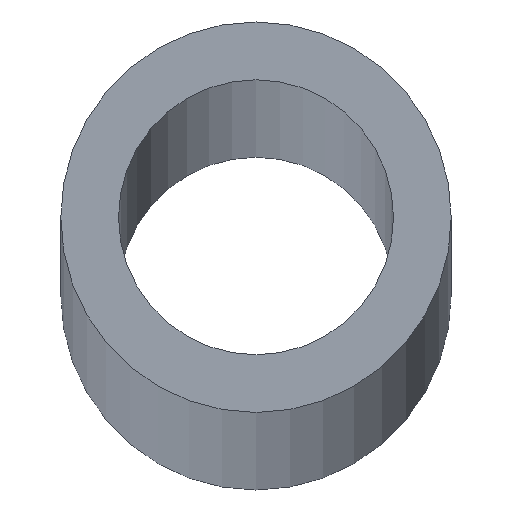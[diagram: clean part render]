
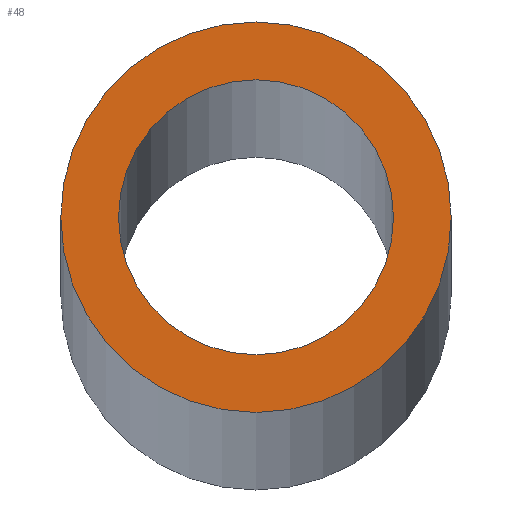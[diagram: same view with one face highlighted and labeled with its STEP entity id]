
A CAD part, top view. The second image highlights one B-rep face of the part: STEP entity #48.
In plain terms, the highlighted planar face has unit normal (0, 0, 1).
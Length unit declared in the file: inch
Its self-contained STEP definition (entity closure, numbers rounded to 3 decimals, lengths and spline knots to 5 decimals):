
#1 = ORIENTED_EDGE ( 'NONE', *, *, #97, .F. ) ;
#5 = DIRECTION ( 'NONE',  ( 1., 0., 0. ) ) ;
#8 = EDGE_LOOP ( 'NONE', ( #205, #203 ) ) ;
#17 = CIRCLE ( 'NONE', #35, 0.95 ) ;
#27 = PLANE ( 'NONE',  #76 ) ;
#31 = CARTESIAN_POINT ( 'NONE',  ( 0.669, 0., 216. ) ) ;
#35 = AXIS2_PLACEMENT_3D ( 'NONE', #241, #154, #57 ) ;
#42 = CIRCLE ( 'NONE', #186, 0.95 ) ;
#46 = VERTEX_POINT ( 'NONE', #240 ) ;
#48 = ADVANCED_FACE ( 'NONE', ( #133, #204 ), #27, .T. ) ;
#50 = DIRECTION ( 'NONE',  ( 0., 0., 1. ) ) ;
#54 = EDGE_CURVE ( 'NONE', #129, #182, #17, .T. ) ;
#57 = DIRECTION ( 'NONE',  ( 1., 0., 0. ) ) ;
#65 = CIRCLE ( 'NONE', #88, 0.669 ) ;
#69 = DIRECTION ( 'NONE',  ( 1., 0., 0. ) ) ;
#75 = DIRECTION ( 'NONE',  ( 1., 0., 0. ) ) ;
#76 = AXIS2_PLACEMENT_3D ( 'NONE', #114, #183, #5 ) ;
#80 = DIRECTION ( 'NONE',  ( 1., 0., 0. ) ) ;
#88 = AXIS2_PLACEMENT_3D ( 'NONE', #146, #221, #80 ) ;
#93 = EDGE_CURVE ( 'NONE', #182, #129, #42, .T. ) ;
#94 = EDGE_LOOP ( 'NONE', ( #145, #1 ) ) ;
#97 = EDGE_CURVE ( 'NONE', #224, #46, #65, .T. ) ;
#114 = CARTESIAN_POINT ( 'NONE',  ( 0., 0., 216. ) ) ;
#121 = CARTESIAN_POINT ( 'NONE',  ( -0.95, 0., 216. ) ) ;
#125 = AXIS2_PLACEMENT_3D ( 'NONE', #195, #245, #75 ) ;
#129 = VERTEX_POINT ( 'NONE', #223 ) ;
#133 = FACE_OUTER_BOUND ( 'NONE', #8, .T. ) ;
#145 = ORIENTED_EDGE ( 'NONE', *, *, #189, .F. ) ;
#146 = CARTESIAN_POINT ( 'NONE',  ( 0., 0., 216. ) ) ;
#150 = CARTESIAN_POINT ( 'NONE',  ( 0., 0., 216. ) ) ;
#151 = CIRCLE ( 'NONE', #125, 0.669 ) ;
#154 = DIRECTION ( 'NONE',  ( 0., 0., 1. ) ) ;
#182 = VERTEX_POINT ( 'NONE', #121 ) ;
#183 = DIRECTION ( 'NONE',  ( 0., 0., 1. ) ) ;
#186 = AXIS2_PLACEMENT_3D ( 'NONE', #150, #50, #69 ) ;
#189 = EDGE_CURVE ( 'NONE', #46, #224, #151, .T. ) ;
#195 = CARTESIAN_POINT ( 'NONE',  ( 0., 0., 216. ) ) ;
#203 = ORIENTED_EDGE ( 'NONE', *, *, #54, .T. ) ;
#204 = FACE_BOUND ( 'NONE', #94, .T. ) ;
#205 = ORIENTED_EDGE ( 'NONE', *, *, #93, .T. ) ;
#221 = DIRECTION ( 'NONE',  ( 0., 0., 1. ) ) ;
#223 = CARTESIAN_POINT ( 'NONE',  ( 0.95, 0., 216. ) ) ;
#224 = VERTEX_POINT ( 'NONE', #31 ) ;
#240 = CARTESIAN_POINT ( 'NONE',  ( -0.669, 0., 216. ) ) ;
#241 = CARTESIAN_POINT ( 'NONE',  ( 0., 0., 216. ) ) ;
#245 = DIRECTION ( 'NONE',  ( 0., 0., 1. ) ) ;
